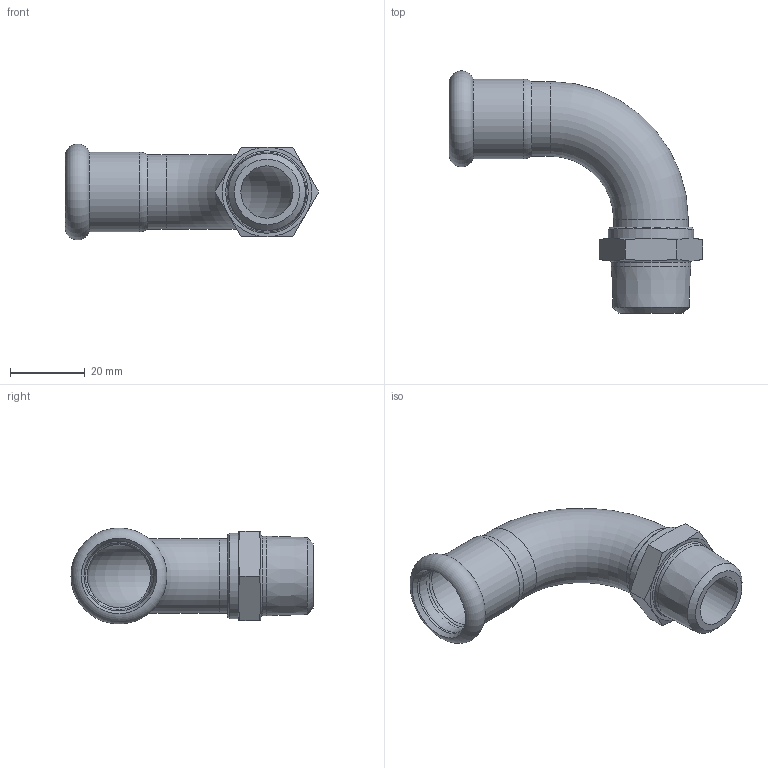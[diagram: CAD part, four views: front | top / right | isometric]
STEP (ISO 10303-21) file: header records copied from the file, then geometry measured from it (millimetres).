
FILE_DESCRIPTION(/* description */ ('Curva 90° MF 1/2"x18 Steel'),/* implementation_level */ '2;1');
FILE_NAME(/* name */ '397102018_Steelpres.stp',/* time_stamp */ '2022-10-21T14:30:32+02:00',/* author */ ('Vault'),/* organization */ ('Raccorderie metalliche s.p.a. '),/* preprocessor_version */ 'ST-DEVELOPER v18.1',/* originating_system */ 'Autodesk Inventor 2020',/* authorisation */ 'Raccorderie metalliche s.p.a. ');
FILE_SCHEMA (('AUTOMOTIVE_DESIGN { 1 0 10303 214 3 1 1 }'));
Length unit declared in the file: millimetre
Products named in the file (1): 397102018_Steelpres
Bounding box: 67.86 x 64.85 x 25.71 mm (x, y, z)
Volume: 12035.3 mm3; surface area: 11963.7 mm2
Topology: 1 solids, 1 shells, 47 faces, 131 edges, 89 vertices
Faces by surface type: cone 17, cylinder 11, plane 11, torus 8
Full cylindrical faces by diameter (mm): 14 x1, 17 x2, 18.3 x1, 18.7 x2, 20 x2, 21.3 x2, 23 x1
Entity records: 1591 total; most frequent: CARTESIAN_POINT 316, DIRECTION 288, ORIENTED_EDGE 262, AXIS2_PLACEMENT_3D 133, EDGE_CURVE 131, VERTEX_POINT 89, CIRCLE 85, EDGE_LOOP 52
